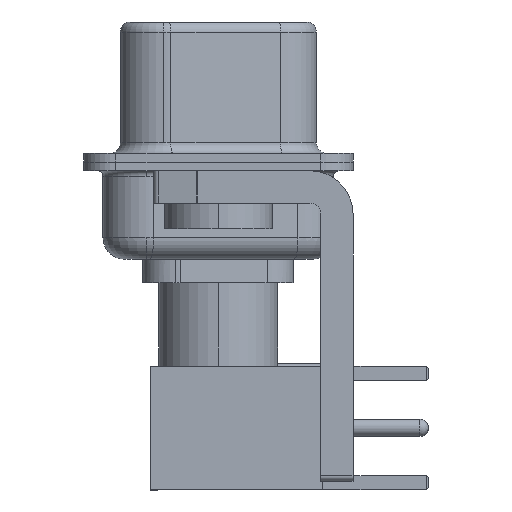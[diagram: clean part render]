
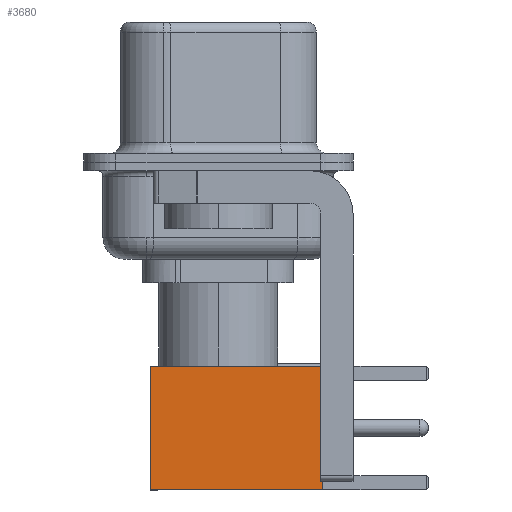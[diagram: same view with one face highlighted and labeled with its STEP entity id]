
A CAD part, left-side view. The second image highlights one B-rep face of the part: STEP entity #3680.
In plain terms, the highlighted face is planar.
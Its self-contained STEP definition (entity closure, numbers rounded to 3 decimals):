
#1277 = ORIENTED_EDGE ( 'NONE', *, *, #22362, .F. ) ;
#1425 = ORIENTED_EDGE ( 'NONE', *, *, #2231, .T. ) ;
#2231 = EDGE_CURVE ( 'NONE', #2910, #17964, #16006, .T. ) ;
#2355 = CARTESIAN_POINT ( 'NONE',  ( 0., 2.875, 0. ) ) ;
#2910 = VERTEX_POINT ( 'NONE', #15135 ) ;
#3680 = ADVANCED_FACE ( 'NONE', ( #27953 ), #21297, .T. ) ;
#4339 = LINE ( 'NONE', #2355, #14630 ) ;
#4978 = EDGE_CURVE ( 'NONE', #2910, #29043, #17470, .T. ) ;
#5982 = ORIENTED_EDGE ( 'NONE', *, *, #4978, .F. ) ;
#6016 = VECTOR ( 'NONE', #8834, 1000. ) ;
#6137 = EDGE_LOOP ( 'NONE', ( #1425, #27396, #1277, #5982 ) ) ;
#6525 = CARTESIAN_POINT ( 'NONE',  ( 2.875, 2.875, 0. ) ) ;
#6899 = DIRECTION ( 'NONE',  ( 0., 0., -1. ) ) ;
#8266 = LINE ( 'NONE', #17512, #9237 ) ;
#8383 = CARTESIAN_POINT ( 'NONE',  ( 0., 2.875, 8. ) ) ;
#8834 = DIRECTION ( 'NONE',  ( -1., 0., 0. ) ) ;
#9237 = VECTOR ( 'NONE', #26746, 1000. ) ;
#10803 = VECTOR ( 'NONE', #6899, 1000. ) ;
#11334 = EDGE_CURVE ( 'NONE', #17964, #11752, #4339, .T. ) ;
#11752 = VERTEX_POINT ( 'NONE', #18113 ) ;
#12351 = AXIS2_PLACEMENT_3D ( 'NONE', #16763, #14466, #25997 ) ;
#14466 = DIRECTION ( 'NONE',  ( 0., 1., 0. ) ) ;
#14630 = VECTOR ( 'NONE', #22687, 1000. ) ;
#15135 = CARTESIAN_POINT ( 'NONE',  ( 2.875, 2.875, 8. ) ) ;
#16006 = LINE ( 'NONE', #27646, #10803 ) ;
#16763 = CARTESIAN_POINT ( 'NONE',  ( 2.875, 2.875, 0. ) ) ;
#17470 = LINE ( 'NONE', #8383, #6016 ) ;
#17512 = CARTESIAN_POINT ( 'NONE',  ( -2.875, 2.875, 0. ) ) ;
#17964 = VERTEX_POINT ( 'NONE', #6525 ) ;
#18113 = CARTESIAN_POINT ( 'NONE',  ( -2.875, 2.875, 0. ) ) ;
#21297 = PLANE ( 'NONE',  #12351 ) ;
#22362 = EDGE_CURVE ( 'NONE', #29043, #11752, #8266, .T. ) ;
#22687 = DIRECTION ( 'NONE',  ( -1., 0., 0. ) ) ;
#25997 = DIRECTION ( 'NONE',  ( 0., 0., 1. ) ) ;
#26270 = CARTESIAN_POINT ( 'NONE',  ( -2.875, 2.875, 8. ) ) ;
#26746 = DIRECTION ( 'NONE',  ( 0., 0., -1. ) ) ;
#27396 = ORIENTED_EDGE ( 'NONE', *, *, #11334, .T. ) ;
#27646 = CARTESIAN_POINT ( 'NONE',  ( 2.875, 2.875, 0. ) ) ;
#27953 = FACE_OUTER_BOUND ( 'NONE', #6137, .T. ) ;
#29043 = VERTEX_POINT ( 'NONE', #26270 ) ;
